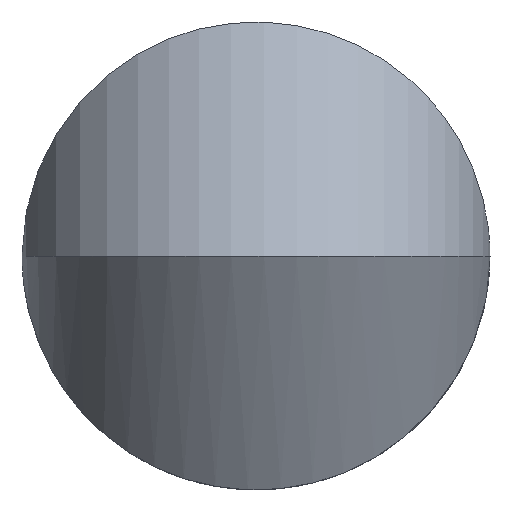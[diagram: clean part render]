
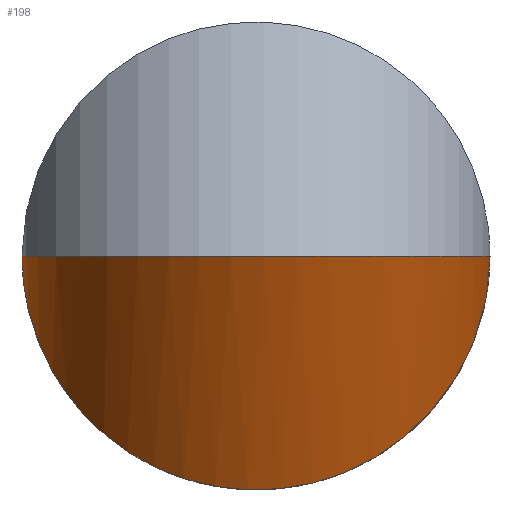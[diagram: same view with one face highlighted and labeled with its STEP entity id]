
A CAD part, left-side view. The second image highlights one B-rep face of the part: STEP entity #198.
In plain terms, the highlighted cylindrical face has radius 40 mm (diameter 80 mm), a partial arc.
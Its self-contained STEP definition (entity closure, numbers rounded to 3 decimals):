
#9 = CARTESIAN_POINT ( 'NONE',  ( 0., -40., 0. ) ) ;
#16 = CARTESIAN_POINT ( 'NONE',  ( -92.376, -40., 0. ) ) ;
#29 =( BOUNDED_CURVE ( )  B_SPLINE_CURVE ( 3, ( #242, #117, #16, #161 ),
 .UNSPECIFIED., .F., .T. ) 
 B_SPLINE_CURVE_WITH_KNOTS ( ( 4, 4 ),
 ( 4.712, 7.854 ),
 .UNSPECIFIED. ) 
 CURVE ( )  GEOMETRIC_REPRESENTATION_ITEM ( )  RATIONAL_B_SPLINE_CURVE ( ( 1., 0.333, 0.333, 1. ) ) 
 REPRESENTATION_ITEM ( '' )  );
#48 = CARTESIAN_POINT ( 'NONE',  ( -46.188, 40., -80. ) ) ;
#49 = CARTESIAN_POINT ( 'NONE',  ( 0., 40., 0. ) ) ;
#50 = ORIENTED_EDGE ( 'NONE', *, *, #98, .F. ) ;
#55 = DIRECTION ( 'NONE',  ( -0.5, 0., 0.866 ) ) ;
#57 = DIRECTION ( 'NONE',  ( 0.866, 0., 0.5 ) ) ;
#66 = FACE_OUTER_BOUND ( 'NONE', #256, .T. ) ;
#84 =( BOUNDED_CURVE ( )  B_SPLINE_CURVE ( 3, ( #189, #151, #48, #49 ),
 .UNSPECIFIED., .F., .T. ) 
 B_SPLINE_CURVE_WITH_KNOTS ( ( 4, 4 ),
 ( 1.571, 4.712 ),
 .UNSPECIFIED. ) 
 CURVE ( )  GEOMETRIC_REPRESENTATION_ITEM ( )  RATIONAL_B_SPLINE_CURVE ( ( 1., 0.333, 0.333, 1. ) ) 
 REPRESENTATION_ITEM ( '' )  );
#98 = EDGE_CURVE ( 'NONE', #247, #217, #84, .T. ) ;
#104 = CARTESIAN_POINT ( 'NONE',  ( 0., 0., 0. ) ) ;
#112 = CARTESIAN_POINT ( 'NONE',  ( 0., 40., 0. ) ) ;
#117 = CARTESIAN_POINT ( 'NONE',  ( -92.376, 40., 0. ) ) ;
#135 = ORIENTED_EDGE ( 'NONE', *, *, #254, .F. ) ;
#151 = CARTESIAN_POINT ( 'NONE',  ( -46.188, -40., -80. ) ) ;
#161 = CARTESIAN_POINT ( 'NONE',  ( 0., -40., 0. ) ) ;
#177 = AXIS2_PLACEMENT_3D ( 'NONE', #104, #55, #57 ) ;
#189 = CARTESIAN_POINT ( 'NONE',  ( 0., -40., 0. ) ) ;
#198 = ADVANCED_FACE ( 'NONE', ( #66 ), #226, .T. ) ;
#217 = VERTEX_POINT ( 'NONE', #112 ) ;
#226 = CYLINDRICAL_SURFACE ( 'NONE', #177, 40. ) ;
#242 = CARTESIAN_POINT ( 'NONE',  ( 0., 40., 0. ) ) ;
#247 = VERTEX_POINT ( 'NONE', #9 ) ;
#254 = EDGE_CURVE ( 'NONE', #217, #247, #29, .T. ) ;
#256 = EDGE_LOOP ( 'NONE', ( #135, #50 ) ) ;
